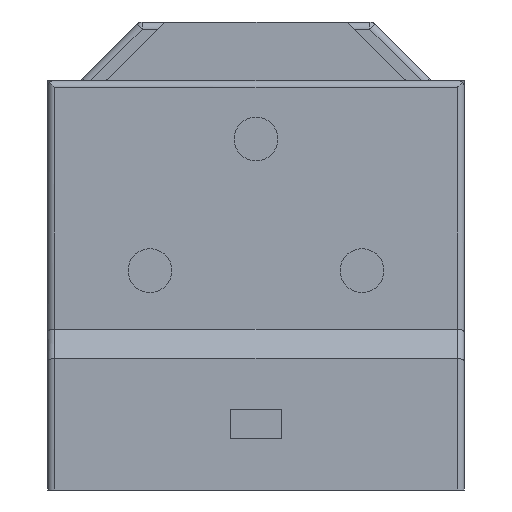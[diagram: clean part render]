
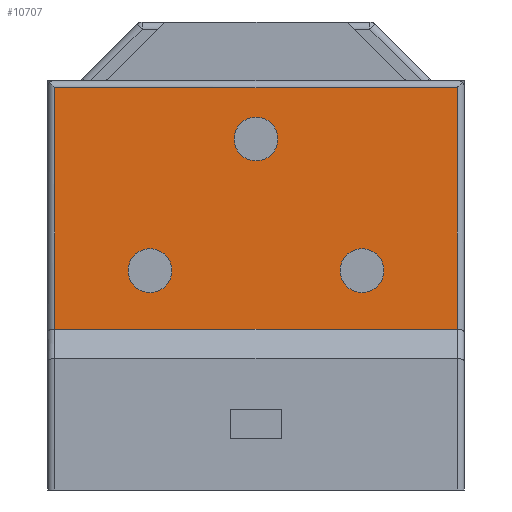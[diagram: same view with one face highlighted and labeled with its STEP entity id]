
A CAD part, front view. The second image highlights one B-rep face of the part: STEP entity #10707.
In plain terms, the highlighted planar face has unit normal (0, -1, 0).
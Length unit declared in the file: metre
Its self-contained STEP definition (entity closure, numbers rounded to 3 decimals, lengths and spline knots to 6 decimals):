
#7771=DIRECTION('',(-1.,0.,0.));
#7772=VECTOR('',#7771,0.0275);
#7773=CARTESIAN_POINT('',(0.02775,0.002,0.011));
#7774=LINE('',#7773,#7772);
#7811=DIRECTION('',(0.,0.,1.));
#7812=VECTOR('',#7811,0.0165);
#7813=CARTESIAN_POINT('',(0.00025,0.002,0.011));
#7814=LINE('',#7813,#7812);
#7928=DIRECTION('',(0.,0.,-1.));
#7929=VECTOR('',#7928,0.0165);
#7930=CARTESIAN_POINT('',(0.02775,0.002,0.0275));
#7931=LINE('',#7930,#7929);
#7937=CARTESIAN_POINT('',(0.02775,0.002,0.0275));
#7939=CARTESIAN_POINT('',(0.014,0.002,0.024));
#7940=DIRECTION('',(0.,1.,0.));
#7941=DIRECTION('',(0.,0.,1.));
#7942=AXIS2_PLACEMENT_3D('',#7939,#7940,#7941);
#7944=CARTESIAN_POINT('',(0.014,0.002,0.024));
#7945=DIRECTION('',(0.,1.,0.));
#7946=DIRECTION('',(0.,0.,-1.));
#7947=AXIS2_PLACEMENT_3D('',#7944,#7945,#7946);
#7949=CARTESIAN_POINT('',(0.02125,0.002,0.015));
#7950=DIRECTION('',(0.,1.,0.));
#7951=DIRECTION('',(0.,0.,1.));
#7952=AXIS2_PLACEMENT_3D('',#7949,#7950,#7951);
#7954=CARTESIAN_POINT('',(0.02125,0.002,0.015));
#7955=DIRECTION('',(0.,1.,0.));
#7956=DIRECTION('',(0.,0.,-1.));
#7957=AXIS2_PLACEMENT_3D('',#7954,#7955,#7956);
#7959=CARTESIAN_POINT('',(0.00675,0.002,0.015));
#7960=DIRECTION('',(0.,1.,0.));
#7961=DIRECTION('',(0.,0.,1.));
#7962=AXIS2_PLACEMENT_3D('',#7959,#7960,#7961);
#7964=CARTESIAN_POINT('',(0.00675,0.002,0.015));
#7965=DIRECTION('',(0.,1.,0.));
#7966=DIRECTION('',(0.,0.,-1.));
#7967=AXIS2_PLACEMENT_3D('',#7964,#7965,#7966);
#8027=DIRECTION('',(1.,0.,0.));
#8028=VECTOR('',#8027,0.0275);
#8029=CARTESIAN_POINT('',(0.00025,0.002,0.0275));
#8030=LINE('',#8029,#8028);
#8608=VERTEX_POINT('',#7937);
#8609=CARTESIAN_POINT('',(0.00025,0.002,0.0275));
#8610=VERTEX_POINT('',#8609);
#8958=CARTESIAN_POINT('',(0.00025,0.002,0.011));
#8959=VERTEX_POINT('',#8958);
#8960=CARTESIAN_POINT('',(0.02775,0.002,0.011));
#8961=VERTEX_POINT('',#8960);
#8962=CARTESIAN_POINT('',(0.00675,0.002,0.0135));
#8963=CARTESIAN_POINT('',(0.00675,0.002,0.0165));
#8964=VERTEX_POINT('',#8962);
#8965=VERTEX_POINT('',#8963);
#8966=CARTESIAN_POINT('',(0.02125,0.002,0.0135));
#8967=CARTESIAN_POINT('',(0.02125,0.002,0.0165));
#8968=VERTEX_POINT('',#8966);
#8969=VERTEX_POINT('',#8967);
#8970=CARTESIAN_POINT('',(0.014,0.002,0.0225));
#8971=CARTESIAN_POINT('',(0.014,0.002,0.0255));
#8972=VERTEX_POINT('',#8970);
#8973=VERTEX_POINT('',#8971);
#10677=CARTESIAN_POINT('',(0.,0.002,0.028));
#10678=DIRECTION('',(0.,1.,0.));
#10679=DIRECTION('',(0.,0.,1.));
#10680=AXIS2_PLACEMENT_3D('',#10677,#10678,#10679);
#10681=PLANE('',#10680);
#10682=ORIENTED_EDGE('',*,*,#10546,.T.);
#10684=ORIENTED_EDGE('',*,*,#10683,.T.);
#10685=ORIENTED_EDGE('',*,*,#10663,.T.);
#10686=ORIENTED_EDGE('',*,*,#10504,.T.);
#10687=EDGE_LOOP('',(#10682,#10684,#10685,#10686));
#10688=FACE_OUTER_BOUND('',#10687,.F.);
#10690=ORIENTED_EDGE('',*,*,#10689,.F.);
#10692=ORIENTED_EDGE('',*,*,#10691,.F.);
#10693=EDGE_LOOP('',(#10690,#10692));
#10694=FACE_BOUND('',#10693,.F.);
#10696=ORIENTED_EDGE('',*,*,#10695,.F.);
#10698=ORIENTED_EDGE('',*,*,#10697,.F.);
#10699=EDGE_LOOP('',(#10696,#10698));
#10700=FACE_BOUND('',#10699,.F.);
#10702=ORIENTED_EDGE('',*,*,#10701,.F.);
#10704=ORIENTED_EDGE('',*,*,#10703,.F.);
#10705=EDGE_LOOP('',(#10702,#10704));
#10706=FACE_BOUND('',#10705,.F.);
#10707=ADVANCED_FACE('',(#10688,#10694,#10700,#10706),#10681,.F.);
#7943=CIRCLE('',#7942,0.0015);
#7948=CIRCLE('',#7947,0.0015);
#7953=CIRCLE('',#7952,0.0015);
#7958=CIRCLE('',#7957,0.0015);
#7963=CIRCLE('',#7962,0.0015);
#7968=CIRCLE('',#7967,0.0015);
#10504=EDGE_CURVE('',#8961,#8959,#7774,.T.);
#10546=EDGE_CURVE('',#8959,#8610,#7814,.T.);
#10663=EDGE_CURVE('',#8608,#8961,#7931,.T.);
#10683=EDGE_CURVE('',#8610,#8608,#8030,.T.);
#10689=EDGE_CURVE('',#8969,#8968,#7953,.T.);
#10691=EDGE_CURVE('',#8968,#8969,#7958,.T.);
#10695=EDGE_CURVE('',#8965,#8964,#7963,.T.);
#10697=EDGE_CURVE('',#8964,#8965,#7968,.T.);
#10701=EDGE_CURVE('',#8973,#8972,#7943,.T.);
#10703=EDGE_CURVE('',#8972,#8973,#7948,.T.);
